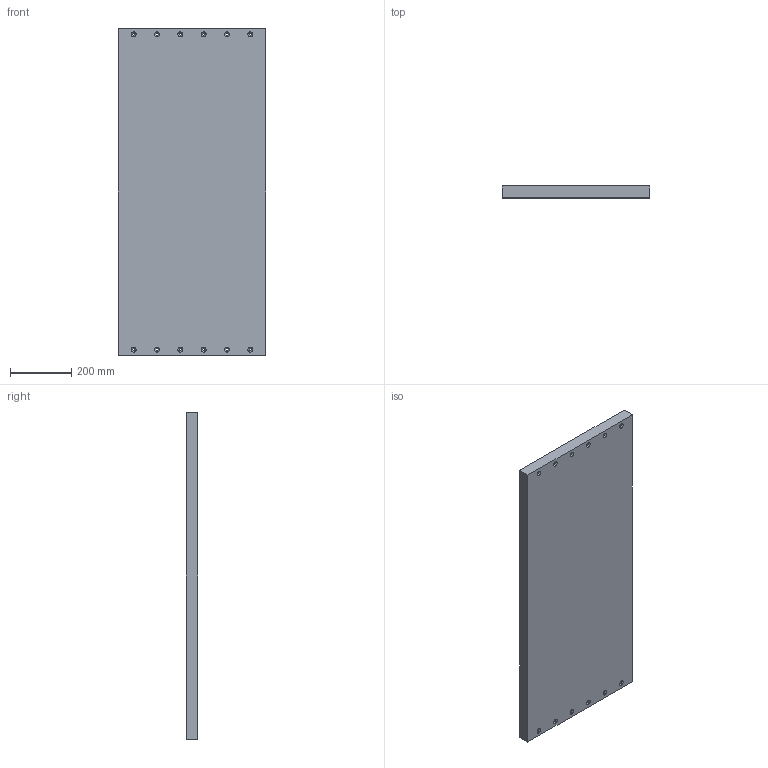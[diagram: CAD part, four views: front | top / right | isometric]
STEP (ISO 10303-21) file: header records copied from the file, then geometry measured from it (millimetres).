
FILE_DESCRIPTION (( 'STEP AP214' ), '1' );
FILE_NAME ('runway 3 rev03.STEP', '2019-06-26T20:03:42', ( '' ), ( '' ), 'SwSTEP 2.0', 'SolidWorks 2018', '' );
FILE_SCHEMA (( 'AUTOMOTIVE_DESIGN' ));
Length unit declared in the file: inch
Products named in the file (1): runway 3 rev03
Bounding box: 482.6 x 38.1 x 1066.8 mm (x, y, z)
Volume: 19586248.9 mm3; surface area: 1158038.2 mm2
Topology: 1 solids, 1 shells, 54 faces, 132 edges, 80 vertices
Faces by surface type: cone 24, cylinder 24, plane 6
Entity records: 1684 total; most frequent: DIRECTION 314, CARTESIAN_POINT 267, ORIENTED_EDGE 264, EDGE_CURVE 132, AXIS2_PLACEMENT_3D 127, VERTEX_POINT 80, EDGE_LOOP 78, CIRCLE 72
